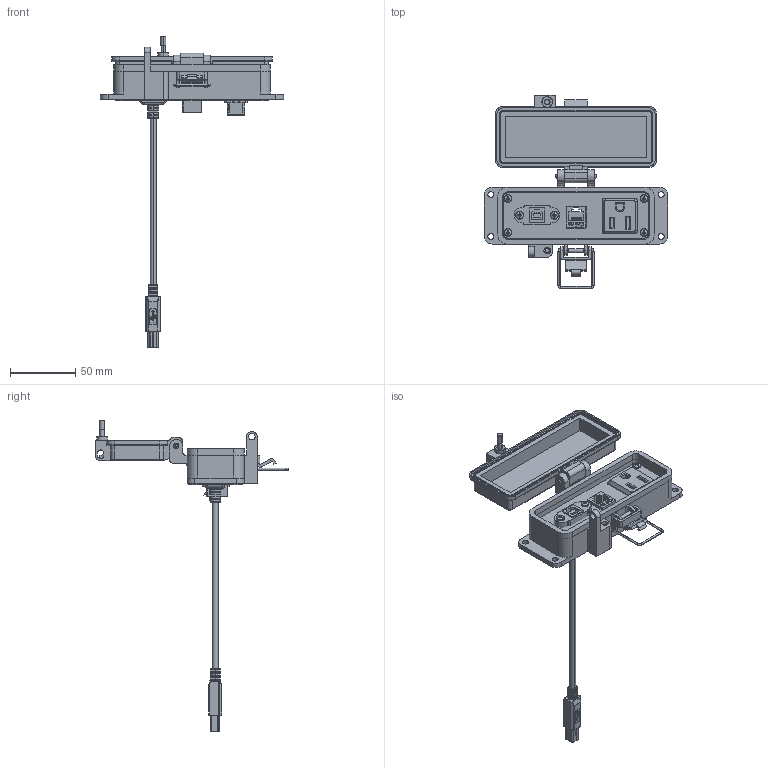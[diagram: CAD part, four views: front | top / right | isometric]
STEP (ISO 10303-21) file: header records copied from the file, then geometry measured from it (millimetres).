
FILE_DESCRIPTION (( 'STEP AP203' ), '1' );
FILE_NAME ('P-P15R2-H3R0_3D.STEP', '2021-06-29T14:34:55', ( '' ), ( '' ), 'SwSTEP 2.0', 'SolidWorks 2019', '' );
FILE_SCHEMA (( 'CONFIG_CONTROL_DESIGN' ));
Length unit declared in the file: millimetre
Products named in the file (16): R2; P15; Z-300-RJ45CAT5; Z-000-4243316TFP; P-P15R2-H3R0_TP060_1; Z-002-M3HN_93825A110; R; 92005A124_METRIC PAN HEAD PHILLIPS MACHINE SCREW_92005A124; P-P15R2-H3R0_BP180_1; P-P15R2-H3R0_3D; Z-H-H3_B; M3PH_16M3; Z-020-3044; -H3; P-P15R2-H3R0_FP060_1; Z-200-OTLT-R0SQ
Assembly tree (22 placements, depth 3):
  P-P15R2-H3R0_3D
    P-P15R2-H3R0_BP180_1
    P-P15R2-H3R0_TP060_1
    Z-000-4243316TFP  x3
    P15
      Z-020-3044
    Z-002-M3HN_93825A110  x2
    M3PH_16M3  x2
    P-P15R2-H3R0_FP060_1
    R2
      Z-300-RJ45CAT5
    R
      Z-200-OTLT-R0SQ
    -H3
      Z-H-H3_B
    92005A124_METRIC PAN HEAD PHILLIPS MACHINE SCREW_92005A124  x4
Bounding box: 140 x 147.61 x 237.54 mm (x, y, z)
Volume: 120276.7 mm3; surface area: 95490.1 mm2
Topology: 34 solids, 34 shells, 3064 faces, 8536 edges, 5611 vertices
Faces by surface type: cylinder 1377, plane 1171, bspline 288, cone 164, sphere 36, torus 28
Entity records: 84167 total; most frequent: CARTESIAN_POINT 32216, ORIENTED_EDGE 11442, DIRECTION 9106, EDGE_CURVE 5721, VERTEX_POINT 3759, VECTOR 3378, LINE 3378, AXIS2_PLACEMENT_3D 2864
